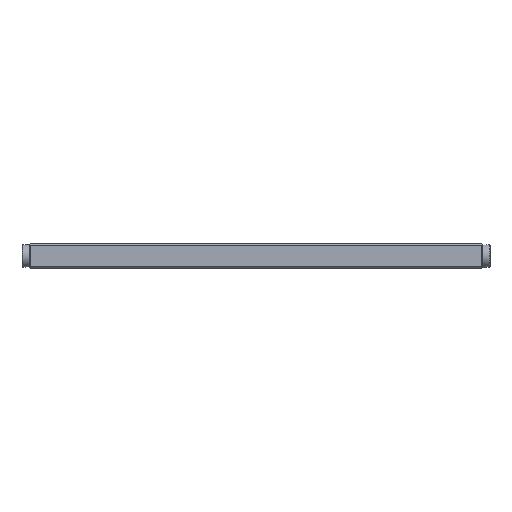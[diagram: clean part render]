
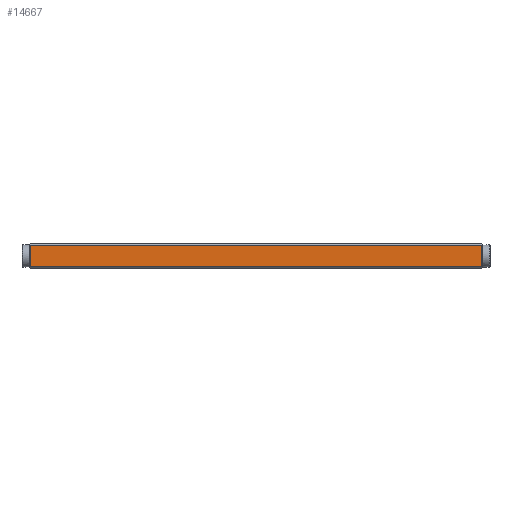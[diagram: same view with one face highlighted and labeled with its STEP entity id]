
A CAD part, front view. The second image highlights one B-rep face of the part: STEP entity #14667.
In plain terms, the highlighted planar face has unit normal (0, -1, 0).
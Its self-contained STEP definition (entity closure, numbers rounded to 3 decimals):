
#14667=ADVANCED_FACE('',(#19226),#16887,.T.);
#16887=PLANE('',#63876);
#19226=FACE_OUTER_BOUND('',#22295,.T.);
#22295=EDGE_LOOP('',(#31838,#31839,#31840,#31841));
#31838=ORIENTED_EDGE('',*,*,#47594,.T.);
#31839=ORIENTED_EDGE('',*,*,#47595,.T.);
#31840=ORIENTED_EDGE('',*,*,#47596,.T.);
#31841=ORIENTED_EDGE('',*,*,#47597,.T.);
#41374=VERTEX_POINT('',#87162);
#41375=VERTEX_POINT('',#87163);
#41376=VERTEX_POINT('',#87165);
#41377=VERTEX_POINT('',#87167);
#47594=EDGE_CURVE('',#41374,#41375,#53388,.T.);
#47595=EDGE_CURVE('',#41375,#41376,#53389,.T.);
#47596=EDGE_CURVE('',#41376,#41377,#53390,.T.);
#47597=EDGE_CURVE('',#41377,#41374,#53391,.T.);
#53388=LINE('',#87161,#58384);
#53389=LINE('',#87164,#58385);
#53390=LINE('',#87166,#58386);
#53391=LINE('',#87168,#58387);
#58384=VECTOR('',#73601,1.);
#58385=VECTOR('',#73602,1.);
#58386=VECTOR('',#73603,1.);
#58387=VECTOR('',#73604,1.);
#63876=AXIS2_PLACEMENT_3D('',#87169,#73605,#73606);
#73601=DIRECTION('',(-1.,0.,0.));
#73602=DIRECTION('',(0.,0.,-1.));
#73603=DIRECTION('',(1.,0.,0.));
#73604=DIRECTION('',(0.,0.,1.));
#73605=DIRECTION('',(0.,-1.,0.));
#73606=DIRECTION('',(0.,0.,1.));
#87161=CARTESIAN_POINT('',(75.,0.,7.575));
#87162=CARTESIAN_POINT('',(149.6,0.,7.575));
#87163=CARTESIAN_POINT('',(0.4,0.,7.575));
#87164=CARTESIAN_POINT('',(0.4,0.,0.));
#87165=CARTESIAN_POINT('',(0.4,0.,0.425));
#87166=CARTESIAN_POINT('',(75.,0.,0.425));
#87167=CARTESIAN_POINT('',(149.6,0.,0.425));
#87168=CARTESIAN_POINT('',(149.6,0.,0.));
#87169=CARTESIAN_POINT('',(75.,0.,0.));
